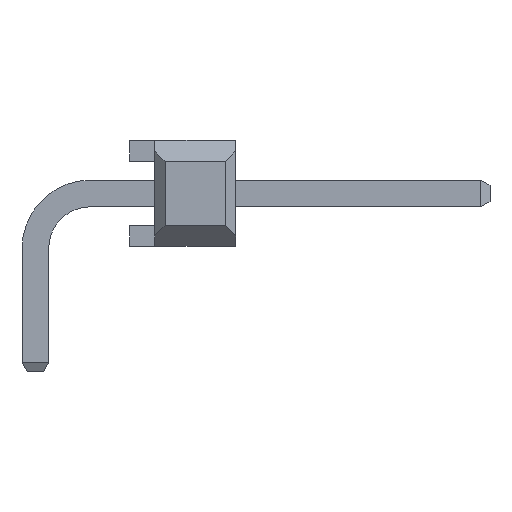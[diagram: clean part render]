
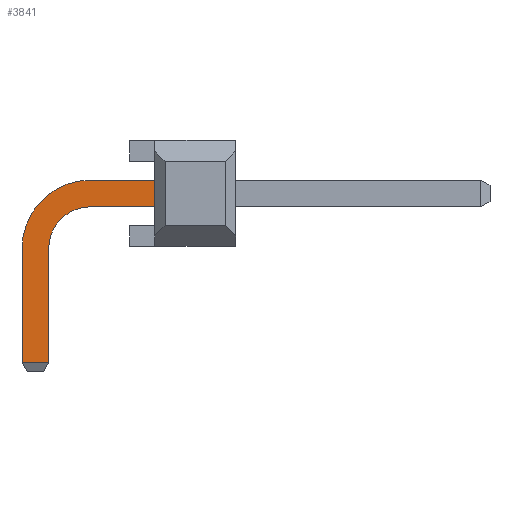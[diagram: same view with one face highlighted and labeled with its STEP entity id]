
A CAD part, left-side view. The second image highlights one B-rep face of the part: STEP entity #3841.
In plain terms, the highlighted planar face has unit normal (-1, 0, 0).
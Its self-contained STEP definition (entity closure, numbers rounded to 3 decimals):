
#46=FACE_OUTER_BOUND('',#266,.T.);
#266=EDGE_LOOP('',(#2452,#2453,#2454,#2455,#2456,#2457,#2458,#2459));
#494=CIRCLE('',#4083,1.64);
#495=CIRCLE('',#4084,1.);
#519=LINE('',#5346,#1039);
#523=LINE('',#5353,#1043);
#528=LINE('',#5364,#1048);
#529=LINE('',#5368,#1049);
#530=LINE('',#5370,#1050);
#531=LINE('',#5372,#1051);
#1039=VECTOR('',#4336,9.363);
#1043=VECTOR('',#4342,9.363);
#1048=VECTOR('',#4351,10.);
#1049=VECTOR('',#4354,2.733);
#1050=VECTOR('',#4355,0.64);
#1051=VECTOR('',#4356,2.733);
#1560=VERTEX_POINT('',#5343);
#1561=VERTEX_POINT('',#5345);
#1562=VERTEX_POINT('',#5349);
#1563=VERTEX_POINT('',#5351);
#1568=VERTEX_POINT('',#5365);
#1569=VERTEX_POINT('',#5367);
#1570=VERTEX_POINT('',#5369);
#1571=VERTEX_POINT('',#5371);
#1901=EDGE_CURVE('',#1560,#1561,#519,.T.);
#1905=EDGE_CURVE('',#1562,#1563,#523,.T.);
#1910=EDGE_CURVE('',#1562,#1560,#528,.T.);
#1911=EDGE_CURVE('',#1563,#1568,#494,.T.);
#1912=EDGE_CURVE('',#1568,#1569,#529,.T.);
#1913=EDGE_CURVE('',#1570,#1569,#530,.T.);
#1914=EDGE_CURVE('',#1571,#1570,#531,.T.);
#1915=EDGE_CURVE('',#1561,#1571,#495,.T.);
#2452=ORIENTED_EDGE('',*,*,#1910,.F.);
#2453=ORIENTED_EDGE('',*,*,#1905,.T.);
#2454=ORIENTED_EDGE('',*,*,#1911,.T.);
#2455=ORIENTED_EDGE('',*,*,#1912,.T.);
#2456=ORIENTED_EDGE('',*,*,#1913,.F.);
#2457=ORIENTED_EDGE('',*,*,#1914,.F.);
#2458=ORIENTED_EDGE('',*,*,#1915,.F.);
#2459=ORIENTED_EDGE('',*,*,#1901,.F.);
#3516=PLANE('',#4082);
#3841=ADVANCED_FACE('',(#46),#3516,.T.);
#4082=AXIS2_PLACEMENT_3D('',#5363,#4349,#4350);
#4083=AXIS2_PLACEMENT_3D('',#5366,#4352,#4353);
#4084=AXIS2_PLACEMENT_3D('',#5373,#4357,#4358);
#4336=DIRECTION('',(0.,-1.,0.));
#4342=DIRECTION('',(0.,-1.,0.));
#4349=DIRECTION('center_axis',(-1.,0.,0.));
#4350=DIRECTION('ref_axis',(0.,0.,-1.));
#4351=DIRECTION('',(0.,0.,1.));
#4352=DIRECTION('center_axis',(-1.,0.,0.));
#4353=DIRECTION('ref_axis',(0.,0.,-1.));
#4354=DIRECTION('',(0.,0.,1.));
#4355=DIRECTION('',(0.,-1.,0.));
#4356=DIRECTION('',(0.,0.,1.));
#4357=DIRECTION('center_axis',(-1.,0.,0.));
#4358=DIRECTION('ref_axis',(0.,0.,-1.));
#5343=CARTESIAN_POINT('',(2.22,-1.94,0.32));
#5345=CARTESIAN_POINT('',(2.22,-3.48,0.32));
#5346=CARTESIAN_POINT('',(2.22,5.883,0.32));
#5349=CARTESIAN_POINT('',(2.22,-1.94,-0.32));
#5351=CARTESIAN_POINT('',(2.22,-3.48,-0.32));
#5353=CARTESIAN_POINT('',(2.22,5.883,-0.32));
#5363=CARTESIAN_POINT('Origin',(2.22,6.1,0.32));
#5364=CARTESIAN_POINT('',(2.22,-1.94,0.16));
#5365=CARTESIAN_POINT('',(2.22,-5.12,1.32));
#5366=CARTESIAN_POINT('Origin',(2.22,-3.48,1.32));
#5367=CARTESIAN_POINT('',(2.22,-5.12,4.053));
#5368=CARTESIAN_POINT('',(2.22,-5.12,1.32));
#5369=CARTESIAN_POINT('',(2.22,-4.48,4.053));
#5370=CARTESIAN_POINT('',(2.22,-4.48,4.053));
#5371=CARTESIAN_POINT('',(2.22,-4.48,1.32));
#5372=CARTESIAN_POINT('',(2.22,-4.48,1.32));
#5373=CARTESIAN_POINT('Origin',(2.22,-3.48,1.32));
